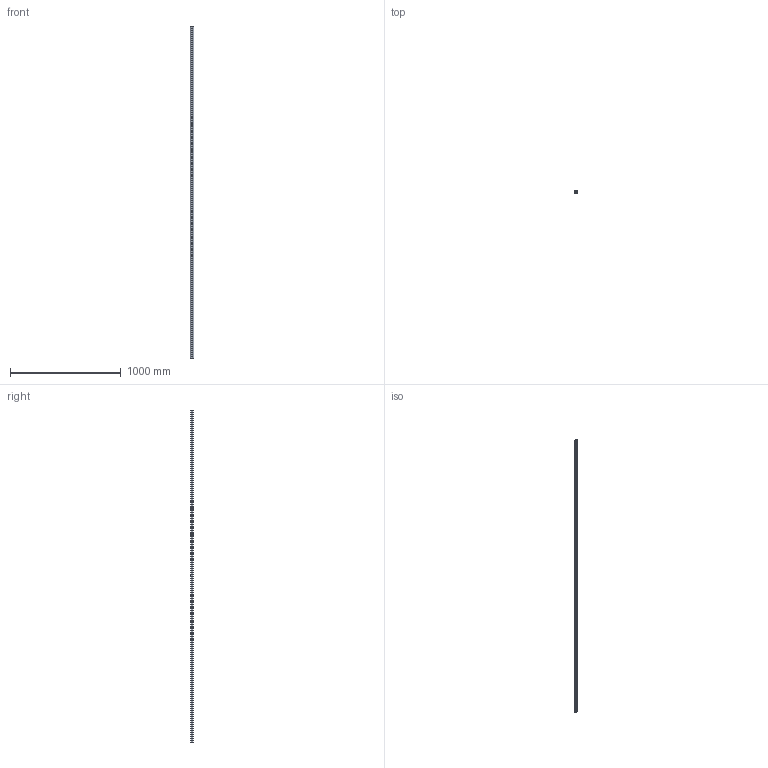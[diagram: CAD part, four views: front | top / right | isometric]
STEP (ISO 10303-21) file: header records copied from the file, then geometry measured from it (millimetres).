
FILE_DESCRIPTION (( 'STEP AP203' ), '1' );
FILE_NAME ('60360-GU-3M.step', '2022-07-20T09:40:53', ( '' ), ( '' ), 'SwSTEP 2.0', 'SolidWorks 2018', '' );
FILE_SCHEMA (( 'CONFIG_CONTROL_DESIGN' ));
Length unit declared in the file: millimetre
Products named in the file (1): 60360-GU-3M
Bounding box: 32.31 x 26.5 x 3000 mm (x, y, z)
Volume: 870064.6 mm3; surface area: 836469.5 mm2
Topology: 1 solids, 1 shells, 428 faces, 1197 edges, 798 vertices
Faces by surface type: plane 230, bspline 148, cylinder 50
Entity records: 21222 total; most frequent: CARTESIAN_POINT 11020, ORIENTED_EDGE 2394, DIRECTION 1563, EDGE_CURVE 1197, VECTOR 801, LINE 801, VERTEX_POINT 798, EDGE_LOOP 467
